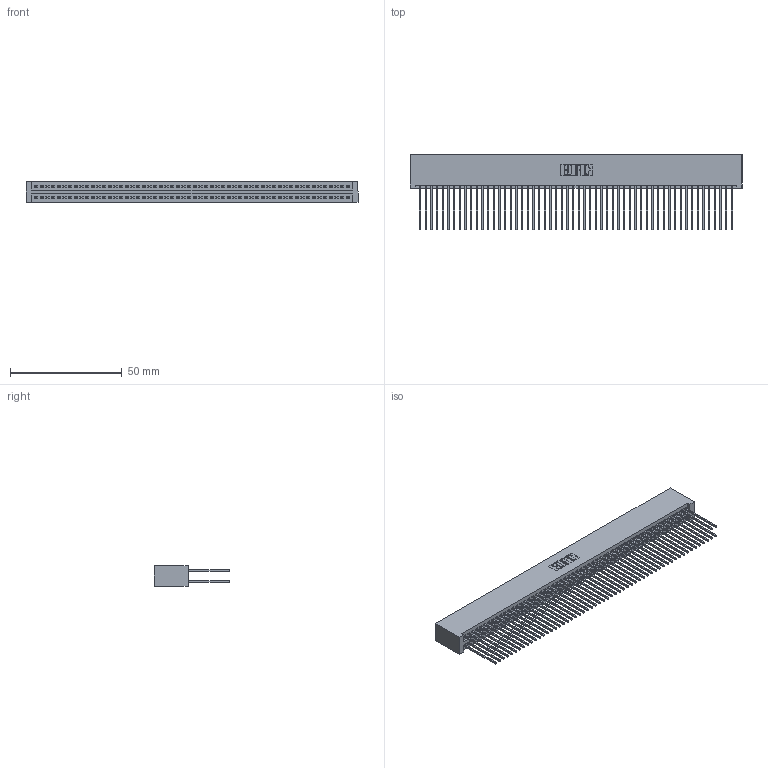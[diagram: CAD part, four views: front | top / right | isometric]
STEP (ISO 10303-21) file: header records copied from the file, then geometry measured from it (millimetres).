
FILE_DESCRIPTION (( 'STEP AP203' ), '1' );
FILE_NAME ('395-112-541-201.STEP', '2018-12-01T09:19:12', ( '' ), ( '' ), 'SwSTEP 2.0', 'SolidWorks 2016', '' );
FILE_SCHEMA (( 'CONFIG_CONTROL_DESIGN' ));
Length unit declared in the file: inch
Products named in the file (3): 345-292-001_345-293-141; 345 Part_No Mounting Lugs; 395-112-541-201
Assembly tree (113 placements, depth 2):
  395-112-541-201
    345 Part_No Mounting Lugs
    345-292-001_345-293-141  x112
Bounding box: 148.84 x 33.96 x 9.4 mm (x, y, z)
Volume: 15847.3 mm3; surface area: 27019.9 mm2
Topology: 113 solids, 113 shells, 5718 faces, 17005 edges, 11186 vertices
Faces by surface type: plane 3772, cylinder 1946
Entity records: 41795 total; most frequent: CARTESIAN_POINT 6992, ORIENTED_EDGE 6926, DIRECTION 6143, EDGE_CURVE 3463, LINE 3115, VECTOR 3115, VERTEX_POINT 2306, AXIS2_PLACEMENT_3D 1514
